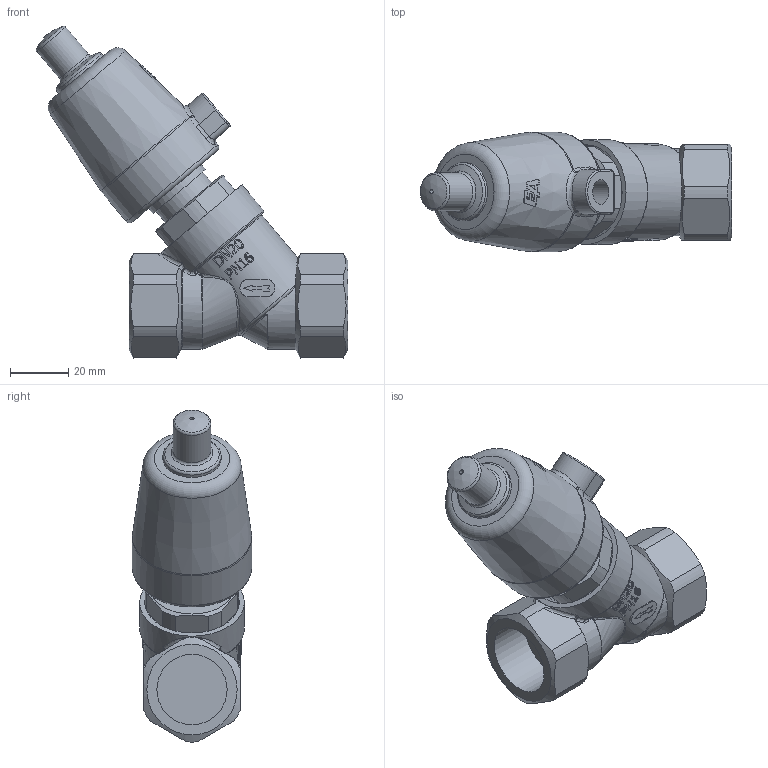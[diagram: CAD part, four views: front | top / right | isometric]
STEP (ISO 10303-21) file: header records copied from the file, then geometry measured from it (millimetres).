
FILE_DESCRIPTION(/* description */ ('Druckgest. Ventil G3/4" Ms. DG2D1260020'),/* implementation_level */ '2;1');
FILE_NAME(/* name */ 'DG2D1620020_OS.stp',/* time_stamp */ '2022-01-27T09:09:24+01:00',/* author */ ('hois'),/* organization */ (''),/* preprocessor_version */ 'ST-DEVELOPER v18.1',/* originating_system */ 'Autodesk Inventor 2020',/* authorisation */ '');
FILE_SCHEMA (('AUTOMOTIVE_DESIGN { 1 0 10303 214 3 1 1 }'));
Length unit declared in the file: millimetre
Products named in the file (7): DG2D1620020; GGS0020.16.0043-GM; ETG0020.06.0203; SZY0320.11.0022; DER0340.05.0013; DIN 472 - 34x1,5; VST1415.06.0053
Assembly tree (6 placements, depth 2):
  DG2D1620020
    GGS0020.16.0043-GM
    ETG0020.06.0203
    SZY0320.11.0022
    DER0340.05.0013
    DIN 472 - 34x1,5
    VST1415.06.0053
Bounding box: 106.88 x 41 x 113.89 mm (x, y, z)
Volume: 113612.1 mm3; surface area: 38930 mm2
Topology: 6 solids, 6 shells, 441 faces, 1197 edges, 801 vertices
Faces by surface type: plane 202, bspline 99, cylinder 93, cone 27, torus 19, sphere 1
Full cylindrical faces by diameter (mm): 1.5 x1, 2.5 x4, 8.5 x1, 8.566 x1, 8.7 x1, 12 x2, 13 x1, 14 x3, 14.8 x1, 16 x1, 16.5 x1, 18 x1, 19.5 x1, 20 x1, 21 x2, 23.5 x2, 24.117 x3, 26.44 x1, 27 x1, 31 x1, 32.5 x1, 33 x1, 34 x3, 36 x2, 41 x1
Entity records: 17558 total; most frequent: CARTESIAN_POINT 6497, ORIENTED_EDGE 2384, DIRECTION 2115, EDGE_CURVE 1192, AXIS2_PLACEMENT_3D 838, VERTEX_POINT 801, EDGE_LOOP 493, FACE_OUTER_BOUND 441
